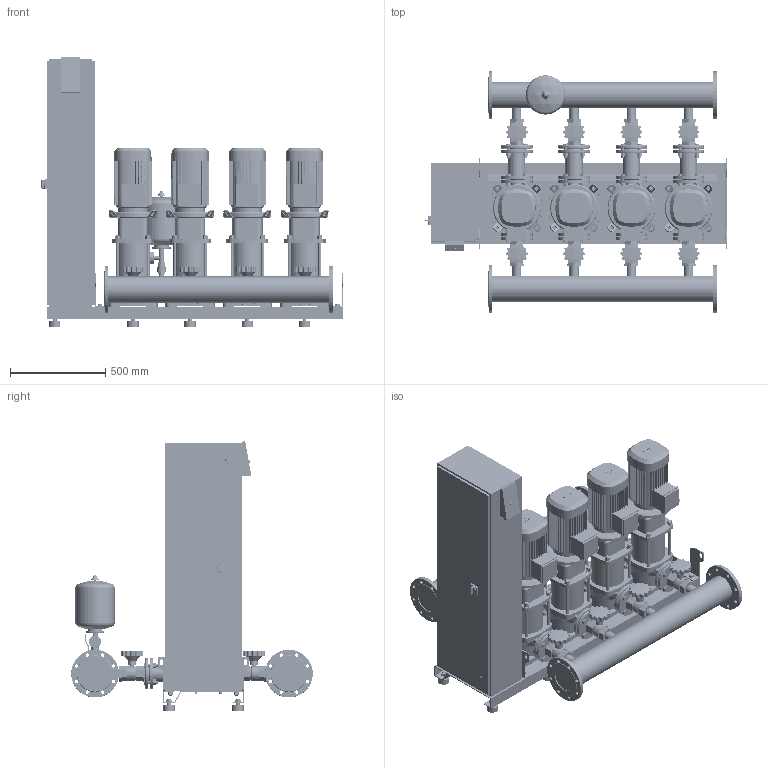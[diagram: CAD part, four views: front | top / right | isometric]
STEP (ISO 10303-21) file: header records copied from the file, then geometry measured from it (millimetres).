
FILE_DESCRIPTION((''),'2;1');
FILE_NAME('3d_SiBoostSmartFC4HELIXV2203-2540753.stp','2016-01-25T11:35:43',(''),(''),'Mechanical Desktop 2009','Mechanical Desktop 2009',', , ');
FILE_SCHEMA(('CONFIG_CONTROL_DESIGN'));
Length unit declared in the file: millimetre
Products named in the file (1): Product
Bounding box: 1580 x 1266 x 1413.4 mm (x, y, z)
Volume: 309428626.6 mm3; surface area: 17202822.9 mm2
Topology: 229 solids, 229 shells, 6172 faces, 15294 edges, 9980 vertices
Faces by surface type: plane 2655, cylinder 1990, bspline 1033, cone 366, torus 114, sphere 14
Entity records: 195288 total; most frequent: CARTESIAN_POINT 47466, ORIENTED_EDGE 30572, DIRECTION 30562, EDGE_CURVE 15286, AXIS2_PLACEMENT_3D 10856, VERTEX_POINT 9976, VECTOR 8850, LINE 8850
